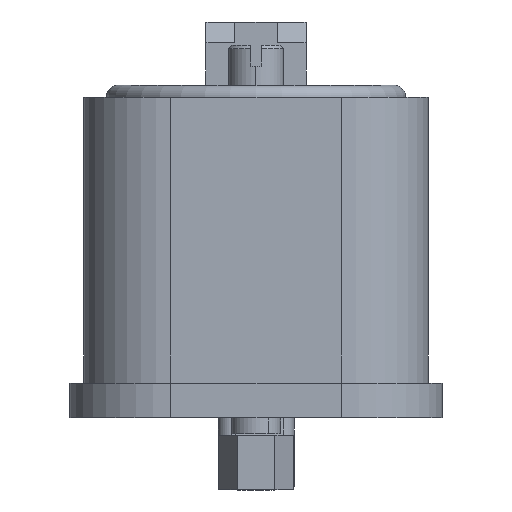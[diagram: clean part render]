
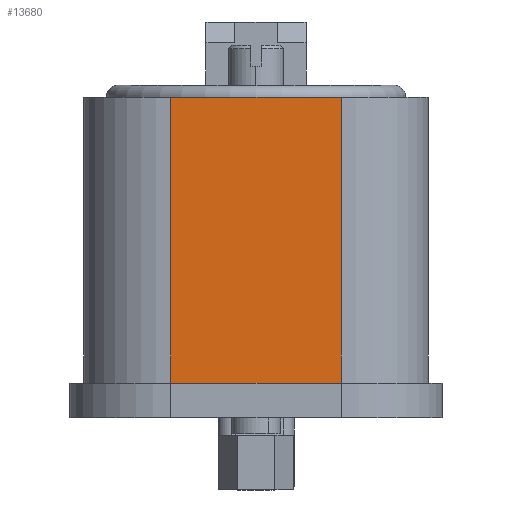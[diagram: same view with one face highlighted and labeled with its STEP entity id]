
A CAD part, left-side view. The second image highlights one B-rep face of the part: STEP entity #13680.
In plain terms, the highlighted planar face has unit normal (-1, 0, 0).
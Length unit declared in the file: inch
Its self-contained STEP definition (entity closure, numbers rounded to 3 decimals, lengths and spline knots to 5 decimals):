
#563 = DIRECTION ( 'NONE',  ( 0., -1., 0. ) ) ;
#1365 = VERTEX_POINT ( 'NONE', #24918 ) ;
#2201 = EDGE_CURVE ( 'NONE', #14872, #1365, #22743, .T. ) ;
#3562 = LINE ( 'NONE', #10085, #18359 ) ;
#3903 = PLANE ( 'NONE',  #5331 ) ;
#5331 = AXIS2_PLACEMENT_3D ( 'NONE', #23663, #23582, #9963 ) ;
#5741 = DIRECTION ( 'NONE',  ( 0., 0., -1. ) ) ;
#6248 = LINE ( 'NONE', #16309, #23835 ) ;
#6511 = VERTEX_POINT ( 'NONE', #9789 ) ;
#7682 = EDGE_CURVE ( 'NONE', #6511, #14872, #3562, .T. ) ;
#9789 = CARTESIAN_POINT ( 'NONE',  ( -1.8, 0.245, -0.21654 ) ) ;
#9963 = DIRECTION ( 'NONE',  ( 0., 0., -1. ) ) ;
#10085 = CARTESIAN_POINT ( 'NONE',  ( -1.8, 0.245, -0.21654 ) ) ;
#11148 = VECTOR ( 'NONE', #5741, 39.37008 ) ;
#11375 = EDGE_LOOP ( 'NONE', ( #25173, #13473, #15367, #15819 ) ) ;
#12360 = LINE ( 'NONE', #21590, #11148 ) ;
#12388 = CARTESIAN_POINT ( 'NONE',  ( -1.8, 0.245, -1.03654 ) ) ;
#13212 = VECTOR ( 'NONE', #563, 39.37008 ) ;
#13473 = ORIENTED_EDGE ( 'NONE', *, *, #21277, .F. ) ;
#13680 = ADVANCED_FACE ( 'NONE', ( #13849 ), #3903, .F. ) ;
#13849 = FACE_OUTER_BOUND ( 'NONE', #11375, .T. ) ;
#14872 = VERTEX_POINT ( 'NONE', #21892 ) ;
#15367 = ORIENTED_EDGE ( 'NONE', *, *, #24032, .F. ) ;
#15819 = ORIENTED_EDGE ( 'NONE', *, *, #7682, .T. ) ;
#16309 = CARTESIAN_POINT ( 'NONE',  ( -1.8, 0.245, -0.21654 ) ) ;
#17881 = DIRECTION ( 'NONE',  ( 0., 0., -1. ) ) ;
#18196 = DIRECTION ( 'NONE',  ( 0., -1., 0. ) ) ;
#18359 = VECTOR ( 'NONE', #17881, 39.37008 ) ;
#21277 = EDGE_CURVE ( 'NONE', #25571, #1365, #12360, .T. ) ;
#21590 = CARTESIAN_POINT ( 'NONE',  ( -1.8, -0.245, -0.21654 ) ) ;
#21892 = CARTESIAN_POINT ( 'NONE',  ( -1.8, 0.245, -1.03654 ) ) ;
#22743 = LINE ( 'NONE', #12388, #13212 ) ;
#23582 = DIRECTION ( 'NONE',  ( 1., 0., 0. ) ) ;
#23663 = CARTESIAN_POINT ( 'NONE',  ( -1.8, 0.245, -0.21654 ) ) ;
#23835 = VECTOR ( 'NONE', #18196, 39.37008 ) ;
#24032 = EDGE_CURVE ( 'NONE', #6511, #25571, #6248, .T. ) ;
#24598 = CARTESIAN_POINT ( 'NONE',  ( -1.8, -0.245, -0.21654 ) ) ;
#24918 = CARTESIAN_POINT ( 'NONE',  ( -1.8, -0.245, -1.03654 ) ) ;
#25173 = ORIENTED_EDGE ( 'NONE', *, *, #2201, .T. ) ;
#25571 = VERTEX_POINT ( 'NONE', #24598 ) ;
